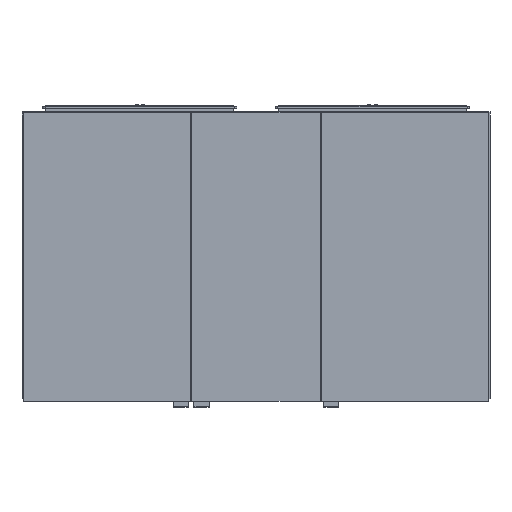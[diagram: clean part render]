
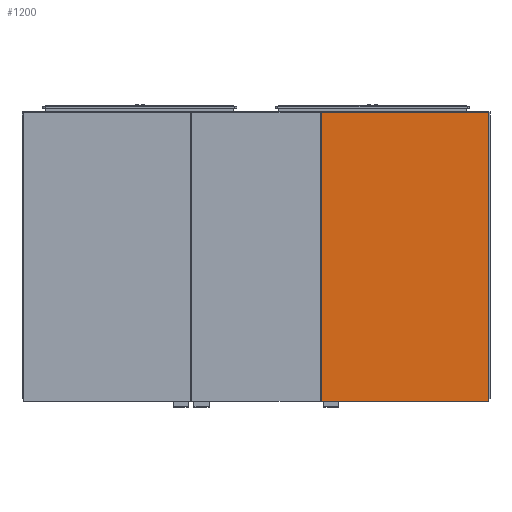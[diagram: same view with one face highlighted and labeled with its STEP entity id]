
A CAD part, front view. The second image highlights one B-rep face of the part: STEP entity #1200.
In plain terms, the highlighted planar face has unit normal (0, -1, 0).
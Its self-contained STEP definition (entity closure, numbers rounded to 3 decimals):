
#1200=ADVANCED_FACE($,(#2743),#22336,.T.);
#2743=FACE_OUTER_BOUND($,#4359,.T.);
#4359=EDGE_LOOP($,(#10735,#10736,#10737,#10738));
#10735=ORIENTED_EDGE($,*,*,#16619,.T.);
#10736=ORIENTED_EDGE($,*,*,#16620,.T.);
#10737=ORIENTED_EDGE($,*,*,#16621,.T.);
#10738=ORIENTED_EDGE($,*,*,#16622,.T.);
#16619=EDGE_CURVE($,#20041,#20042,#24394,.T.);
#16620=EDGE_CURVE($,#20042,#20043,#24395,.T.);
#16621=EDGE_CURVE($,#20043,#20044,#24396,.T.);
#16622=EDGE_CURVE($,#20044,#20041,#24397,.T.);
#20041=VERTEX_POINT($,#43537);
#20042=VERTEX_POINT($,#43538);
#20043=VERTEX_POINT($,#43539);
#20044=VERTEX_POINT($,#43540);
#22336=PLANE($,#27696);
#24394=B_SPLINE_CURVE_WITH_KNOTS($,1,(#43507,#43508),.UNSPECIFIED.,.F.,.F.,
(2,2),(0.,746.),.UNSPECIFIED.);
#24395=B_SPLINE_CURVE_WITH_KNOTS($,1,(#43509,#43510),.UNSPECIFIED.,.F.,.F.,
(2,2),(-431.5,0.),.UNSPECIFIED.);
#24396=B_SPLINE_CURVE_WITH_KNOTS($,1,(#43511,#43512),.UNSPECIFIED.,.F.,.F.,
(2,2),(-746.,0.),.UNSPECIFIED.);
#24397=B_SPLINE_CURVE_WITH_KNOTS($,1,(#43513,#43514),.UNSPECIFIED.,.F.,.F.,
(2,2),(0.,431.5),.UNSPECIFIED.);
#27696=AXIS2_PLACEMENT_3D($,#43531,#28497,$);
#28497=DIRECTION($,(0.,-1.,0.));
#43507=CARTESIAN_POINT($,(12546.403,4280.876,-0.5));
#43508=CARTESIAN_POINT($,(12546.403,4280.876,-746.5));
#43509=CARTESIAN_POINT($,(12546.403,4280.876,-746.5));
#43510=CARTESIAN_POINT($,(12977.903,4280.876,-746.5));
#43511=CARTESIAN_POINT($,(12977.903,4280.876,-746.5));
#43512=CARTESIAN_POINT($,(12977.903,4280.876,-0.5));
#43513=CARTESIAN_POINT($,(12977.903,4280.876,-0.5));
#43514=CARTESIAN_POINT($,(12546.403,4280.876,-0.5));
#43531=CARTESIAN_POINT($,(12546.403,4280.876,-0.5));
#43537=CARTESIAN_POINT($,(12546.403,4280.876,-0.5));
#43538=CARTESIAN_POINT($,(12546.403,4280.876,-746.5));
#43539=CARTESIAN_POINT($,(12977.903,4280.876,-746.5));
#43540=CARTESIAN_POINT($,(12977.903,4280.876,-0.5));
